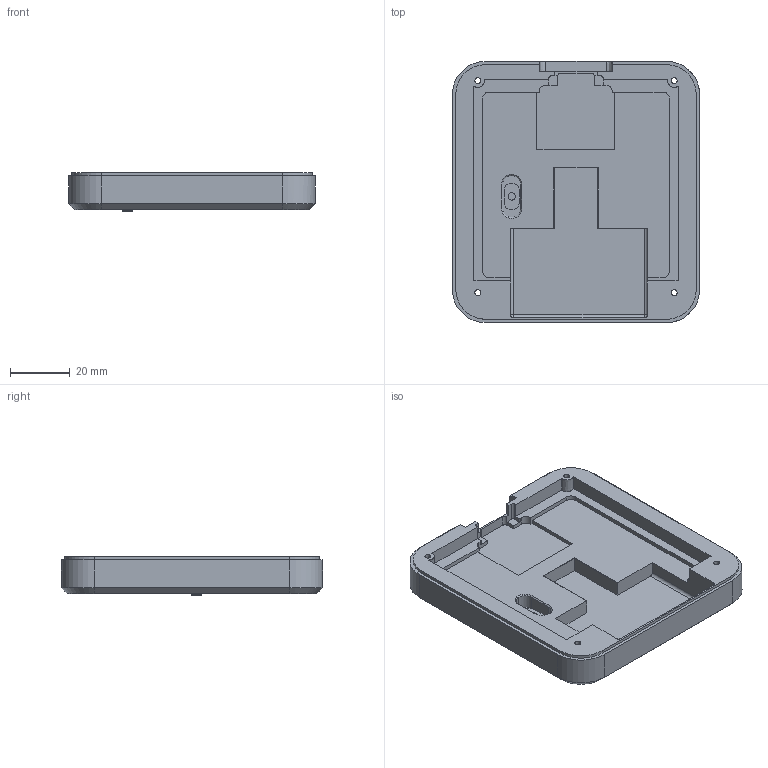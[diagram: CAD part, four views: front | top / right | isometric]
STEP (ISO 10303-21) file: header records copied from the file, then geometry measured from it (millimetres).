
FILE_DESCRIPTION(('HOOPS Exchange Step'),'2;1');
FILE_NAME('temp_export','2025-09-02T13:05:29-07:00',('michael'),('Shapr3D Limited'),'HOOPS Exchange 2025.6','Shapr3D','Authorized');
FILE_SCHEMA( ('AP242_MANAGED_MODEL_BASED_3D_ENGINEERING_MIM_LF {1 0 10303 442 1 1 4}') );
Length unit declared in the file: millimetre
Products named in the file (1): bottom-ble
Bounding box: 83 x 87.78 x 13.03 mm (x, y, z)
Volume: 45159.6 mm3; surface area: 21642 mm2
Topology: 2 solids, 2 shells, 167 faces, 441 edges, 285 vertices
Faces by surface type: plane 90, cylinder 42, bspline 18, cone 14, sphere 2, torus 1
Full cylindrical faces by diameter (mm): 2.463 x1, 3.5 x1, 4.6 x4
Entity records: 6476 total; most frequent: CARTESIAN_POINT 2315, ORIENTED_EDGE 878, DIRECTION 819, EDGE_CURVE 439, VERTEX_POINT 285, VECTOR 285, LINE 285, AXIS2_PLACEMENT_3D 267
